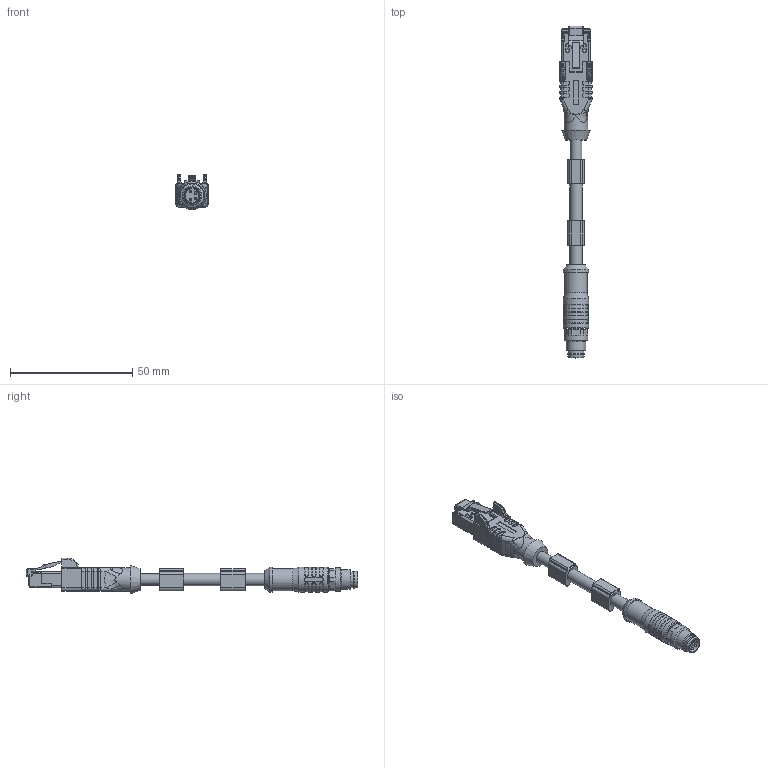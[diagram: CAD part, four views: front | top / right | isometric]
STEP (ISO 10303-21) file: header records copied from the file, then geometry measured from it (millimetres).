
FILE_DESCRIPTION(/* description */ (''),/* implementation_level */ '2;1');
FILE_NAME(/* name */ 'IE-SSPS4-m-IE-RJ45SS8.stp',/* time_stamp */ '2018-07-16T16:39:39+02:00',/* author */ (''),/* organization */ (''),/* preprocessor_version */ 'ST-DEVELOPER v16',/* originating_system */ 'SIEMENS PLM Software NX 10.0',/* authorisation */ '');
FILE_SCHEMA (('AUTOMOTIVE_DESIGN { 1 0 10303 214 3 1 1 1 }'));
Length unit declared in the file: millimetre
Products named in the file (1): IE-SSPS4-m-IE-RJ45SS8
Bounding box: 13.3 x 136 x 14.62 mm (x, y, z)
Volume: 8492.3 mm3; surface area: 5417.3 mm2
Topology: 1 solids, 1 shells, 831 faces, 2164 edges, 1349 vertices
Faces by surface type: plane 355, cylinder 319, torus 67, bspline 59, cone 13, sphere 12, extrusion 6
Full cylindrical faces by diameter (mm): 1 x4, 4.8 x1, 5.1 x2, 5.8 x1, 6.5 x2, 6.9 x1, 8 x1, 9.1 x1, 9.6 x2, 10.3 x2
Entity records: 27604 total; most frequent: CARTESIAN_POINT 7406, DIRECTION 4274, ORIENTED_EDGE 4212, EDGE_CURVE 2106, AXIS2_PLACEMENT_3D 1527, VERTEX_POINT 1335, VECTOR 1220, LINE 1214
